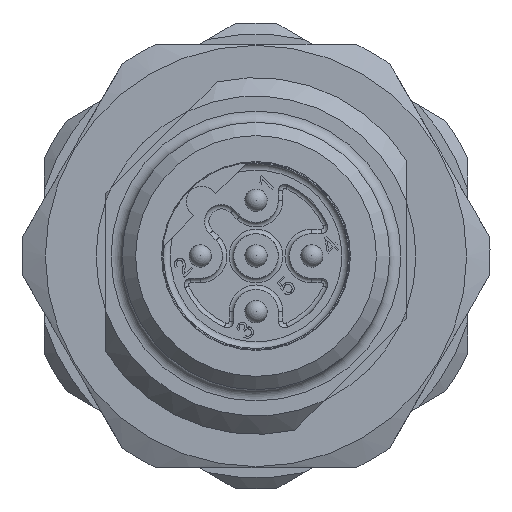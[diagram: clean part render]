
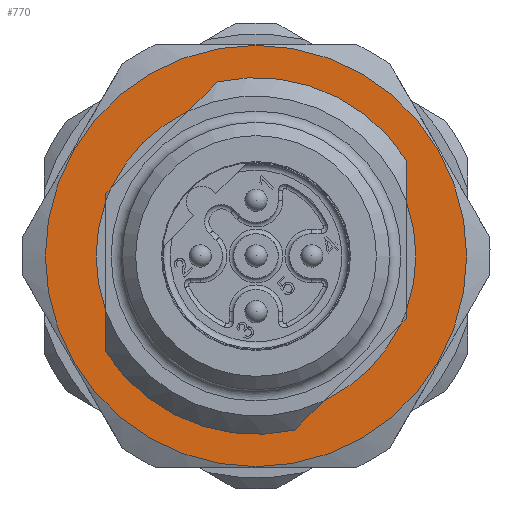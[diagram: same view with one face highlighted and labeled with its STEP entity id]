
A CAD part, left-side view. The second image highlights one B-rep face of the part: STEP entity #770.
In plain terms, the highlighted planar face has unit normal (-1, 0, 0).
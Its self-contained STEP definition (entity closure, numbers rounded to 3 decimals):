
#400=PLANE('',#4677);
#770=ADVANCED_FACE('',(#1588,#1589),#400,.T.);
#1064=LINE('',#6772,#1307);
#1066=LINE('',#6776,#1309);
#1073=LINE('',#6789,#1316);
#1074=LINE('',#6791,#1317);
#1080=LINE('',#6802,#1323);
#1087=LINE('',#6815,#1330);
#1089=LINE('',#6819,#1332);
#1095=LINE('',#6829,#1338);
#1307=VECTOR('',#5219,1.);
#1309=VECTOR('',#5221,1.);
#1316=VECTOR('',#5230,1.);
#1317=VECTOR('',#5231,1.);
#1323=VECTOR('',#5241,1.);
#1330=VECTOR('',#5248,1.);
#1332=VECTOR('',#5252,1.);
#1338=VECTOR('',#5258,1.);
#1588=FACE_BOUND('',#1769,.T.);
#1589=FACE_BOUND('',#1770,.T.);
#1769=EDGE_LOOP('',(#2413));
#1770=EDGE_LOOP('',(#2414,#2415,#2416,#2417,#2418,#2419,#2420,#2421,#2422,
#2423,#2424,#2425,#2426,#2427));
#2413=ORIENTED_EDGE('',*,*,#3888,.F.);
#2414=ORIENTED_EDGE('',*,*,#3889,.F.);
#2415=ORIENTED_EDGE('',*,*,#3838,.T.);
#2416=ORIENTED_EDGE('',*,*,#3845,.T.);
#2417=ORIENTED_EDGE('',*,*,#3890,.F.);
#2418=ORIENTED_EDGE('',*,*,#3846,.T.);
#2419=ORIENTED_EDGE('',*,*,#3653,.F.);
#2420=ORIENTED_EDGE('',*,*,#3867,.F.);
#2421=ORIENTED_EDGE('',*,*,#3891,.F.);
#2422=ORIENTED_EDGE('',*,*,#3861,.F.);
#2423=ORIENTED_EDGE('',*,*,#3859,.F.);
#2424=ORIENTED_EDGE('',*,*,#3892,.F.);
#2425=ORIENTED_EDGE('',*,*,#3852,.F.);
#2426=ORIENTED_EDGE('',*,*,#3826,.F.);
#2427=ORIENTED_EDGE('',*,*,#3836,.T.);
#3221=VERTEX_POINT('',#6039);
#3223=VERTEX_POINT('',#6042);
#3341=VERTEX_POINT('',#6742);
#3342=VERTEX_POINT('',#6744);
#3351=VERTEX_POINT('',#6773);
#3352=VERTEX_POINT('',#6775);
#3353=VERTEX_POINT('',#6777);
#3358=VERTEX_POINT('',#6790);
#3359=VERTEX_POINT('',#6792);
#3362=VERTEX_POINT('',#6803);
#3367=VERTEX_POINT('',#6814);
#3368=VERTEX_POINT('',#6816);
#3369=VERTEX_POINT('',#6820);
#3372=VERTEX_POINT('',#6828);
#3393=VERTEX_POINT('',#6918);
#3653=EDGE_CURVE('',#3221,#3223,#4278,.T.);
#3826=EDGE_CURVE('',#3341,#3342,#4341,.T.);
#3836=EDGE_CURVE('',#3341,#3351,#1064,.T.);
#3838=EDGE_CURVE('',#3353,#3352,#1066,.T.);
#3845=EDGE_CURVE('',#3352,#3358,#1073,.T.);
#3846=EDGE_CURVE('',#3359,#3223,#1074,.T.);
#3852=EDGE_CURVE('',#3342,#3362,#1080,.T.);
#3859=EDGE_CURVE('',#3367,#3368,#1087,.T.);
#3861=EDGE_CURVE('',#3368,#3369,#1089,.T.);
#3867=EDGE_CURVE('',#3372,#3221,#1095,.T.);
#3888=EDGE_CURVE('',#3393,#3393,#4370,.T.);
#3889=EDGE_CURVE('',#3353,#3351,#4371,.T.);
#3890=EDGE_CURVE('',#3359,#3358,#4372,.T.);
#3891=EDGE_CURVE('',#3369,#3372,#4373,.T.);
#3892=EDGE_CURVE('',#3362,#3367,#4374,.T.);
#4278=CIRCLE('',#4481,8.);
#4341=CIRCLE('',#4582,8.);
#4370=CIRCLE('',#4672,9.45);
#4371=CIRCLE('',#4673,7.172);
#4372=CIRCLE('',#4674,7.172);
#4373=CIRCLE('',#4675,7.172);
#4374=CIRCLE('',#4676,7.172);
#4481=AXIS2_PLACEMENT_3D('',#6041,#4916,#4917);
#4582=AXIS2_PLACEMENT_3D('',#6743,#5180,#5181);
#4672=AXIS2_PLACEMENT_3D('',#6917,#5393,#5394);
#4673=AXIS2_PLACEMENT_3D('',#6919,#5395,#5396);
#4674=AXIS2_PLACEMENT_3D('',#6920,#5397,#5398);
#4675=AXIS2_PLACEMENT_3D('',#6921,#5399,#5400);
#4676=AXIS2_PLACEMENT_3D('',#6922,#5401,#5402);
#4677=AXIS2_PLACEMENT_3D('',#6923,#5403,#5404);
#4916=DIRECTION('',(-1.,0.,0.));
#4917=DIRECTION('',(0.,0.,1.));
#5180=DIRECTION('',(-1.,0.,0.));
#5181=DIRECTION('',(0.,0.,1.));
#5219=DIRECTION('',(0.,0.,-1.));
#5221=DIRECTION('',(0.,0.,-1.));
#5230=DIRECTION('',(0.,0.707,-0.707));
#5231=DIRECTION('',(0.,0.707,-0.707));
#5241=DIRECTION('',(0.,0.707,-0.707));
#5248=DIRECTION('',(0.,0.707,-0.707));
#5252=DIRECTION('',(0.,0.,-1.));
#5258=DIRECTION('',(0.,0.,-1.));
#5393=DIRECTION('',(1.,0.,0.));
#5394=DIRECTION('',(0.,0.,1.));
#5395=DIRECTION('',(-1.,0.,0.));
#5396=DIRECTION('',(0.,0.,-1.));
#5397=DIRECTION('',(-1.,0.,0.));
#5398=DIRECTION('',(0.,0.,-1.));
#5399=DIRECTION('',(-1.,0.,0.));
#5400=DIRECTION('',(0.,0.,-1.));
#5401=DIRECTION('',(-1.,0.,0.));
#5402=DIRECTION('',(0.,0.,-1.));
#5403=DIRECTION('',(-1.,0.,0.));
#5404=DIRECTION('',(0.,0.,-1.));
#6039=CARTESIAN_POINT('',(13.,6.75,-4.294));
#6041=CARTESIAN_POINT('',(13.,0.,0.));
#6042=CARTESIAN_POINT('',(13.,-1.737,-7.809));
#6742=CARTESIAN_POINT('',(13.,-6.75,4.294));
#6743=CARTESIAN_POINT('',(13.,0.,0.));
#6744=CARTESIAN_POINT('',(13.,1.737,7.809));
#6772=CARTESIAN_POINT('',(13.,-6.75,5.744));
#6773=CARTESIAN_POINT('',(13.,-6.75,2.424));
#6775=CARTESIAN_POINT('',(13.,-6.75,-2.796));
#6776=CARTESIAN_POINT('',(13.,-6.75,5.744));
#6777=CARTESIAN_POINT('',(13.,-6.75,-2.424));
#6789=CARTESIAN_POINT('',(13.,-6.75,-2.796));
#6790=CARTESIAN_POINT('',(13.,-6.487,-3.059));
#6791=CARTESIAN_POINT('',(13.,-6.75,-2.796));
#6792=CARTESIAN_POINT('',(13.,-3.059,-6.487));
#6802=CARTESIAN_POINT('',(13.,0.711,8.835));
#6803=CARTESIAN_POINT('',(13.,3.059,6.487));
#6814=CARTESIAN_POINT('',(13.,6.487,3.059));
#6815=CARTESIAN_POINT('',(13.,0.711,8.835));
#6816=CARTESIAN_POINT('',(13.,6.75,2.796));
#6819=CARTESIAN_POINT('',(13.,6.75,2.796));
#6820=CARTESIAN_POINT('',(13.,6.75,2.424));
#6828=CARTESIAN_POINT('',(13.,6.75,-2.424));
#6829=CARTESIAN_POINT('',(13.,6.75,2.796));
#6917=CARTESIAN_POINT('',(13.,0.,0.));
#6918=CARTESIAN_POINT('',(13.,0.,9.45));
#6919=CARTESIAN_POINT('',(13.,0.,0.));
#6920=CARTESIAN_POINT('',(13.,0.,0.));
#6921=CARTESIAN_POINT('',(13.,0.,0.));
#6922=CARTESIAN_POINT('',(13.,0.,0.));
#6923=CARTESIAN_POINT('',(13.,0.,0.));
